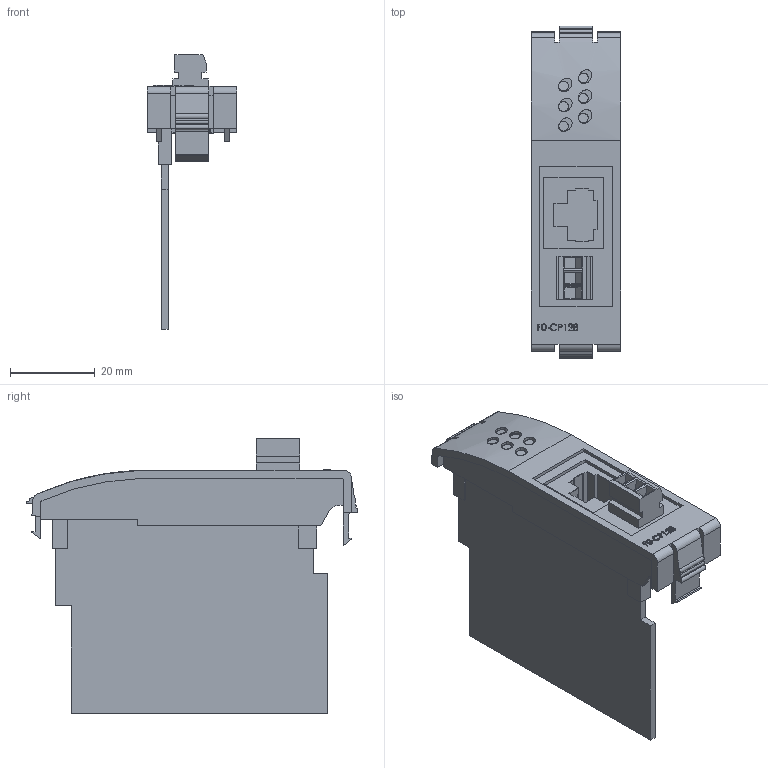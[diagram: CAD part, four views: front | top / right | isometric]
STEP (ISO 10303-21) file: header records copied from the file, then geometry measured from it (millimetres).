
FILE_DESCRIPTION (( 'STEP AP214' ), '1' );
FILE_NAME ('F0-CP128.STEP', '2011-02-03T14:08:58', ( '.adc' ), ( '' ), 'SwSTEP 2.0', 'SolidWorks 2009', '' );
FILE_SCHEMA (( 'AUTOMOTIVE_DESIGN' ));
Length unit declared in the file: inch
Products named in the file (1): F0-CP128
Bounding box: 20.98 x 78.23 x 64.79 mm (x, y, z)
Volume: 10299.7 mm3; surface area: 15100.7 mm2
Topology: 1 solids, 1 shells, 353 faces, 954 edges, 632 vertices
Faces by surface type: plane 240, bspline 60, cylinder 53
Entity records: 16102 total; most frequent: CARTESIAN_POINT 5700, ORIENTED_EDGE 1908, DIRECTION 1505, EDGE_CURVE 954, LINE 725, VECTOR 725, VERTEX_POINT 632, AXIS2_PLACEMENT_3D 390
